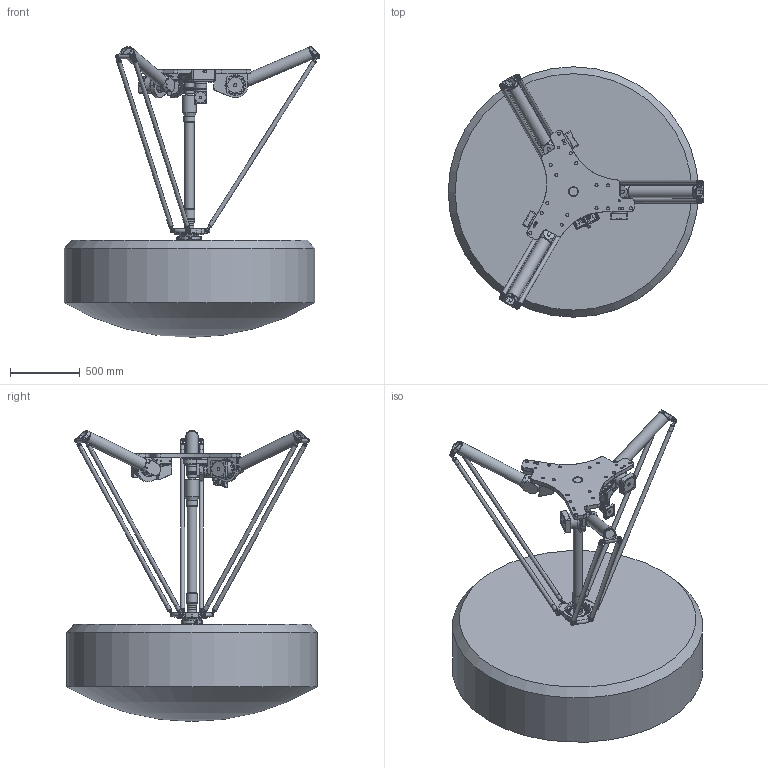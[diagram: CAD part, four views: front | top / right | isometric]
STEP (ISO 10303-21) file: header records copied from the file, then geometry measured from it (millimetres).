
FILE_DESCRIPTION(/* description */ (''),/* implementation_level */ '2;1');
FILE_NAME(/* name */ '3D-model_A_00649-ATS.stp',/* time_stamp */ '2025-11-04T16:16:37+01:00',/* author */ ('michael.schutter'),/* organization */ ('Majatronic'),/* preprocessor_version */ 'ST-DEVELOPER v19.2',/* originating_system */ 'Autodesk Inventor 2023',/* authorisation */ '');
FILE_SCHEMA (('AUTOMOTIVE_DESIGN { 1 0 10303 214 3 1 1 }'));
Products named in the file (15): A_00649-ATS_DUMMY; MT_BGR00018754MT_BGR; MT_WST00058288MT_WST; MT_WST00055121MT_WST; MT_WST00113106 Getriebe; MT_WST00106244; MT_WST00120998; MT_WST00120999; MT_WST00050309MT_WST; MT_WST00055090MT_WST; MT_WST00121000; MT_WST00121216; MT_WST00104347 Dummy Flansch; MT_WST00058878MT_WST; MT_WST00058879MT_WST
Assembly tree (30 placements, depth 3):
  A_00649-ATS_DUMMY
    MT_BGR00018754MT_BGR
      MT_WST00058288MT_WST
      MT_WST00055121MT_WST  x3
      MT_WST00113106 Getriebe
    MT_WST00106244
    MT_WST00120998  x3
    MT_WST00050309MT_WST  x6
    MT_WST00120999  x6
    MT_WST00055090MT_WST
    MT_WST00121000
    MT_WST00121216
    MT_WST00104347 Dummy Flansch
    MT_WST00058878MT_WST  x2
    MT_WST00058879MT_WST  x2
Bounding box: 1837.29 x 1800 x 2091.43 mm (x, y, z)
Volume: 1505523027.3 mm3; surface area: 11777488.5 mm2
Topology: 29 solids, 58 shells, 4023 faces, 9396 edges, 5941 vertices
Faces by surface type: plane 1821, cylinder 1266, cone 447, bspline 333, torus 131, sphere 25
Full cylindrical faces by diameter (mm): 3 x3, 4 x1, 4.134 x12, 4.917 x16, 5 x56, 5.5 x48, 6 x11, 6.5 x4, 6.647 x51, 7 x6, 8 x72, 8.5 x48, 9 x6, 9.6 x3, 10 x12, 10.1 x2, 11.45 x8, 12 x25, 13 x8, 14 x8, 15 x14, 15.4 x2, 16 x20, 17.294 x6, 18 x48, 19 x9, 21.4 x1, 22 x16, 24 x7, 25 x2
Entity records: 100243 total; most frequent: CARTESIAN_POINT 36965, DIRECTION 12805, ORIENTED_EDGE 12428, EDGE_CURVE 6214, AXIS2_PLACEMENT_3D 4878, VERTEX_POINT 3993, EDGE_LOOP 3157, LINE 3049
